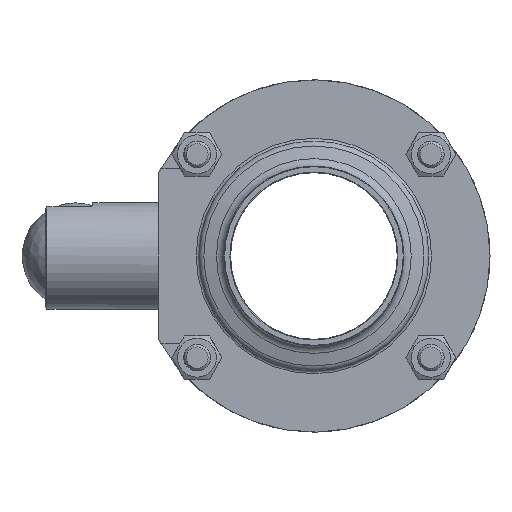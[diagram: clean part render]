
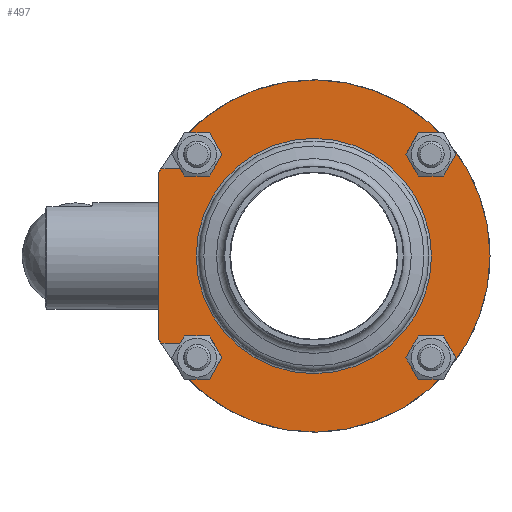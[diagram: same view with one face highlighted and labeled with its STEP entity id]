
A CAD part, left-side view. The second image highlights one B-rep face of the part: STEP entity #497.
In plain terms, the highlighted face is planar.
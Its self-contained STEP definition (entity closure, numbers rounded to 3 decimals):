
#497 = ADVANCED_FACE( '', ( #1110, #1111, #1112, #1113 ), #1114, .T. );
#1110 = FACE_OUTER_BOUND( '', #1875, .T. );
#1111 = FACE_BOUND( '', #1876, .T. );
#1112 = FACE_BOUND( '', #1877, .T. );
#1113 = FACE_BOUND( '', #1878, .T. );
#1114 = PLANE( '', #1879 );
#1875 = EDGE_LOOP( '', ( #3653, #3654, #3655, #3656, #3657, #3658, #3659, #3660, #3661, #3662, #3663, #3664 ) );
#1876 = EDGE_LOOP( '', ( #3665 ) );
#1877 = EDGE_LOOP( '', ( #3666 ) );
#1878 = EDGE_LOOP( '', ( #3667 ) );
#1879 = AXIS2_PLACEMENT_3D( '', #3668, #3669, #3670 );
#3653 = ORIENTED_EDGE( '', *, *, #4761, .F. );
#3654 = ORIENTED_EDGE( '', *, *, #4762, .T. );
#3655 = ORIENTED_EDGE( '', *, *, #4763, .T. );
#3656 = ORIENTED_EDGE( '', *, *, #4764, .F. );
#3657 = ORIENTED_EDGE( '', *, *, #4765, .F. );
#3658 = ORIENTED_EDGE( '', *, *, #4766, .F. );
#3659 = ORIENTED_EDGE( '', *, *, #4767, .T. );
#3660 = ORIENTED_EDGE( '', *, *, #4768, .F. );
#3661 = ORIENTED_EDGE( '', *, *, #4726, .F. );
#3662 = ORIENTED_EDGE( '', *, *, #4769, .F. );
#3663 = ORIENTED_EDGE( '', *, *, #4770, .T. );
#3664 = ORIENTED_EDGE( '', *, *, #4771, .T. );
#3665 = ORIENTED_EDGE( '', *, *, #4772, .F. );
#3666 = ORIENTED_EDGE( '', *, *, #4773, .F. );
#3667 = ORIENTED_EDGE( '', *, *, #4708, .F. );
#3668 = CARTESIAN_POINT( '', ( 8., 35.3, 0. ) );
#3669 = DIRECTION( '', ( 1., 0., 0. ) );
#3670 = DIRECTION( '', ( 0., 0., -1. ) );
#4708 = EDGE_CURVE( '', #5613, #5613, #5614, .T. );
#4726 = EDGE_CURVE( '', #5644, #5643, #5646, .T. );
#4761 = EDGE_CURVE( '', #5709, #5710, #5711, .T. );
#4762 = EDGE_CURVE( '', #5709, #5712, #5713, .T. );
#4763 = EDGE_CURVE( '', #5712, #5714, #5715, .T. );
#4764 = EDGE_CURVE( '', #5716, #5714, #5717, .T. );
#4765 = EDGE_CURVE( '', #5718, #5716, #5719, .T. );
#4766 = EDGE_CURVE( '', #5720, #5718, #5721, .T. );
#4767 = EDGE_CURVE( '', #5720, #5722, #5723, .T. );
#4768 = EDGE_CURVE( '', #5643, #5722, #5724, .T. );
#4769 = EDGE_CURVE( '', #5725, #5644, #5726, .T. );
#4770 = EDGE_CURVE( '', #5725, #5727, #5728, .T. );
#4771 = EDGE_CURVE( '', #5727, #5710, #5729, .T. );
#4772 = EDGE_CURVE( '', #5730, #5730, #5731, .T. );
#4773 = EDGE_CURVE( '', #5732, #5732, #5733, .T. );
#5613 = VERTEX_POINT( '', #7567 );
#5614 = CIRCLE( '', #7568, 5.85 );
#5643 = VERTEX_POINT( '', #7705 );
#5644 = VERTEX_POINT( '', #7706 );
#5646 = CIRCLE( '', #7708, 5.85 );
#5709 = VERTEX_POINT( '', #7902 );
#5710 = VERTEX_POINT( '', #7903 );
#5711 = LINE( '', #7904, #7905 );
#5712 = VERTEX_POINT( '', #7906 );
#5713 = CIRCLE( '', #7907, 52.85 );
#5714 = VERTEX_POINT( '', #7908 );
#5715 = CIRCLE( '', #7909, 1. );
#5716 = VERTEX_POINT( '', #7910 );
#5717 = LINE( '', #7911, #7912 );
#5718 = VERTEX_POINT( '', #7913 );
#5719 = CIRCLE( '', #7914, 5.85 );
#5720 = VERTEX_POINT( '', #7915 );
#5721 = LINE( '', #7916, #7917 );
#5722 = VERTEX_POINT( '', #7918 );
#5723 = CIRCLE( '', #7919, 52.85 );
#5724 = LINE( '', #7920, #7921 );
#5725 = VERTEX_POINT( '', #7922 );
#5726 = LINE( '', #7923, #7924 );
#5727 = VERTEX_POINT( '', #7925 );
#5728 = CIRCLE( '', #7926, 1. );
#5729 = CIRCLE( '', #7927, 52.85 );
#5730 = VERTEX_POINT( '', #7928 );
#5731 = CIRCLE( '', #7929, 35.3 );
#5732 = VERTEX_POINT( '', #7930 );
#5733 = CIRCLE( '', #7931, 5.85 );
#7567 = CARTESIAN_POINT( '', ( 8., -35.1, -36.35 ) );
#7568 = AXIS2_PLACEMENT_3D( '', #9145, #9146, #9147 );
#7705 = CARTESIAN_POINT( '', ( 8., 39.12, -34.75 ) );
#7706 = CARTESIAN_POINT( '', ( 8., 39.12, -26.25 ) );
#7708 = AXIS2_PLACEMENT_3D( '', #9157, #9158, #9159 );
#7902 = CARTESIAN_POINT( '', ( 8., 46.6, 24.931 ) );
#7903 = CARTESIAN_POINT( '', ( 8., 46.6, -24.931 ) );
#7904 = CARTESIAN_POINT( '', ( 8., 46.6, 25.25 ) );
#7905 = VECTOR( '', #9204, 1000. );
#7906 = CARTESIAN_POINT( '', ( 8., 45.896, 26.205 ) );
#7907 = AXIS2_PLACEMENT_3D( '', #9205, #9206, #9207 );
#7908 = CARTESIAN_POINT( '', ( 8., 45.6, 26.25 ) );
#7909 = AXIS2_PLACEMENT_3D( '', #9208, #9209, #9210 );
#7910 = CARTESIAN_POINT( '', ( 8., 39.12, 26.25 ) );
#7911 = CARTESIAN_POINT( '', ( 8., 35.1, 26.25 ) );
#7912 = VECTOR( '', #9211, 1000. );
#7913 = CARTESIAN_POINT( '', ( 8., 39.12, 34.75 ) );
#7914 = AXIS2_PLACEMENT_3D( '', #9212, #9213, #9214 );
#7915 = CARTESIAN_POINT( '', ( 8., 39.819, 34.75 ) );
#7916 = CARTESIAN_POINT( '', ( 8., 52.85, 34.75 ) );
#7917 = VECTOR( '', #9215, 1000. );
#7918 = CARTESIAN_POINT( '', ( 8., 39.819, -34.75 ) );
#7919 = AXIS2_PLACEMENT_3D( '', #9216, #9217, #9218 );
#7920 = CARTESIAN_POINT( '', ( 8., 35.1, -34.75 ) );
#7921 = VECTOR( '', #9219, 1000. );
#7922 = CARTESIAN_POINT( '', ( 8., 45.6, -26.25 ) );
#7923 = CARTESIAN_POINT( '', ( 8., 45.6, -26.25 ) );
#7924 = VECTOR( '', #9220, 1000. );
#7925 = CARTESIAN_POINT( '', ( 8., 45.896, -26.205 ) );
#7926 = AXIS2_PLACEMENT_3D( '', #9221, #9222, #9223 );
#7927 = AXIS2_PLACEMENT_3D( '', #9224, #9225, #9226 );
#7928 = CARTESIAN_POINT( '', ( 8., 0., -35.3 ) );
#7929 = AXIS2_PLACEMENT_3D( '', #9227, #9228, #9229 );
#7930 = CARTESIAN_POINT( '', ( 8., -35.1, 24.65 ) );
#7931 = AXIS2_PLACEMENT_3D( '', #9230, #9231, #9232 );
#9145 = CARTESIAN_POINT( '', ( 8., -35.1, -30.5 ) );
#9146 = DIRECTION( '', ( 1., 0., 0. ) );
#9147 = DIRECTION( '', ( 0., 0., -1. ) );
#9157 = CARTESIAN_POINT( '', ( 8., 35.1, -30.5 ) );
#9158 = DIRECTION( '', ( 1., 0., 0. ) );
#9159 = DIRECTION( '', ( 0., 0., -1. ) );
#9204 = DIRECTION( '', ( 0., 0., -1. ) );
#9205 = CARTESIAN_POINT( '', ( 8., 0., 0. ) );
#9206 = DIRECTION( '', ( 1., 0., 0. ) );
#9207 = DIRECTION( '', ( 0., 0., -1. ) );
#9208 = CARTESIAN_POINT( '', ( 8., 45.6, 25.25 ) );
#9209 = DIRECTION( '', ( 1., 0., 0. ) );
#9210 = DIRECTION( '', ( 0., 0., -1. ) );
#9211 = DIRECTION( '', ( 0., 1., 0. ) );
#9212 = CARTESIAN_POINT( '', ( 8., 35.1, 30.5 ) );
#9213 = DIRECTION( '', ( 1., 0., 0. ) );
#9214 = DIRECTION( '', ( 0., 0., -1. ) );
#9215 = DIRECTION( '', ( 0., -1., 0. ) );
#9216 = CARTESIAN_POINT( '', ( 8., 0., 0. ) );
#9217 = DIRECTION( '', ( 1., 0., 0. ) );
#9218 = DIRECTION( '', ( 0., 0., -1. ) );
#9219 = DIRECTION( '', ( 0., 1., 0. ) );
#9220 = DIRECTION( '', ( 0., -1., 0. ) );
#9221 = CARTESIAN_POINT( '', ( 8., 45.6, -25.25 ) );
#9222 = DIRECTION( '', ( 1., 0., 0. ) );
#9223 = DIRECTION( '', ( 0., 0., -1. ) );
#9224 = CARTESIAN_POINT( '', ( 8., 0., 0. ) );
#9225 = DIRECTION( '', ( 1., 0., 0. ) );
#9226 = DIRECTION( '', ( 0., 0., -1. ) );
#9227 = CARTESIAN_POINT( '', ( 8., 0., 0. ) );
#9228 = DIRECTION( '', ( 1., 0., 0. ) );
#9229 = DIRECTION( '', ( 0., 0., -1. ) );
#9230 = CARTESIAN_POINT( '', ( 8., -35.1, 30.5 ) );
#9231 = DIRECTION( '', ( 1., 0., 0. ) );
#9232 = DIRECTION( '', ( 0., 0., -1. ) );
